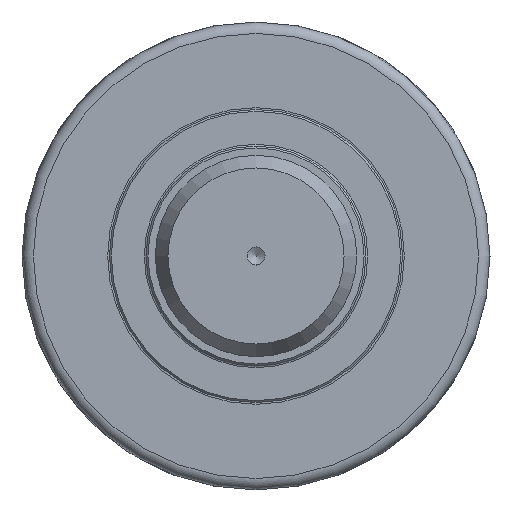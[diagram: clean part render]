
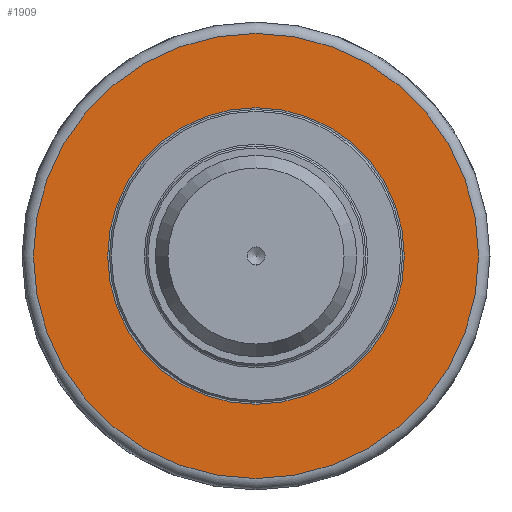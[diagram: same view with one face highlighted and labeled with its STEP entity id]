
A CAD part, left-side view. The second image highlights one B-rep face of the part: STEP entity #1909.
In plain terms, the highlighted planar face has unit normal (-1, 0, 0).
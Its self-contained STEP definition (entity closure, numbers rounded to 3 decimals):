
#330=FACE_BOUND('',#546,.T.);
#425=FACE_OUTER_BOUND('',#545,.T.);
#545=EDGE_LOOP('',(#1642,#1643));
#546=EDGE_LOOP('',(#1644,#1645));
#664=CIRCLE('',#2131,40.5);
#665=CIRCLE('',#2132,40.5);
#680=CIRCLE('',#2151,60.78);
#681=CIRCLE('',#2152,60.78);
#857=VERTEX_POINT('',#3497);
#858=VERTEX_POINT('',#3499);
#870=VERTEX_POINT('',#3559);
#871=VERTEX_POINT('',#3561);
#1114=EDGE_CURVE('',#858,#857,#664,.T.);
#1115=EDGE_CURVE('',#857,#858,#665,.T.);
#1132=EDGE_CURVE('',#870,#871,#680,.T.);
#1133=EDGE_CURVE('',#871,#870,#681,.T.);
#1642=ORIENTED_EDGE('',*,*,#1133,.F.);
#1643=ORIENTED_EDGE('',*,*,#1132,.F.);
#1644=ORIENTED_EDGE('',*,*,#1114,.T.);
#1645=ORIENTED_EDGE('',*,*,#1115,.T.);
#1715=PLANE('',#2153);
#1909=ADVANCED_FACE('',(#425,#330),#1715,.T.);
#2131=AXIS2_PLACEMENT_3D('',#3500,#2666,#2667);
#2132=AXIS2_PLACEMENT_3D('',#3501,#2668,#2669);
#2151=AXIS2_PLACEMENT_3D('',#3562,#2708,#2709);
#2152=AXIS2_PLACEMENT_3D('',#3563,#2710,#2711);
#2153=AXIS2_PLACEMENT_3D('',#3564,#2712,#2713);
#2666=DIRECTION('center_axis',(1.,0.,0.));
#2667=DIRECTION('ref_axis',(0.,0.,
1.));
#2668=DIRECTION('center_axis',(1.,0.,0.));
#2669=DIRECTION('ref_axis',(0.,0.,
1.));
#2708=DIRECTION('center_axis',(1.,0.,0.));
#2709=DIRECTION('ref_axis',(0.,0.,
1.));
#2710=DIRECTION('center_axis',(1.,0.,0.));
#2711=DIRECTION('ref_axis',(0.,0.,
1.));
#2712=DIRECTION('center_axis',(-1.,0.,0.));
#2713=DIRECTION('ref_axis',(0.,1.,0.));
#3497=CARTESIAN_POINT('',(30.1,0.,-40.5));
#3499=CARTESIAN_POINT('',(30.1,0.,40.5));
#3500=CARTESIAN_POINT('Origin',(30.1,0.,0.));
#3501=CARTESIAN_POINT('Origin',(30.1,0.,0.));
#3559=CARTESIAN_POINT('',(30.1,60.78,0.));
#3561=CARTESIAN_POINT('',(30.1,0.,-60.78));
#3562=CARTESIAN_POINT('Origin',(30.1,0.,0.));
#3563=CARTESIAN_POINT('Origin',(30.1,0.,0.));
#3564=CARTESIAN_POINT('Origin',(30.1,0.,-54.239));
